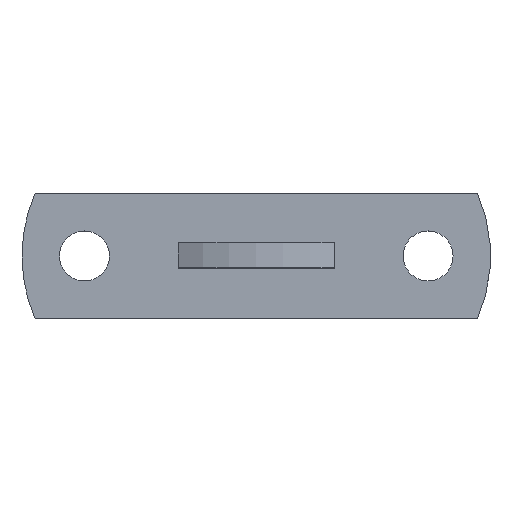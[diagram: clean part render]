
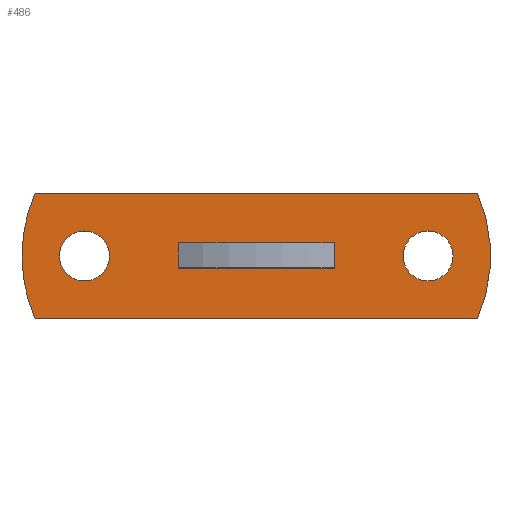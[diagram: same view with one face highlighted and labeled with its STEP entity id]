
A CAD part, top view. The second image highlights one B-rep face of the part: STEP entity #486.
In plain terms, the highlighted planar face has unit normal (0, 0, 1).
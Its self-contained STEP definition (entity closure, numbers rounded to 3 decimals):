
#14 = FACE_BOUND ( 'NONE', #1187, .T. ) ;
#15 = DIRECTION ( 'NONE',  ( 1., 0., 0. ) ) ;
#22 = LINE ( 'NONE', #1407, #1325 ) ;
#40 = DIRECTION ( 'NONE',  ( 0., 0., 1. ) ) ;
#46 = DIRECTION ( 'NONE',  ( -1., 0., 0. ) ) ;
#51 = VERTEX_POINT ( 'NONE', #467 ) ;
#76 = DIRECTION ( 'NONE',  ( -1., 0., 0. ) ) ;
#81 = CIRCLE ( 'NONE', #1591, 8. ) ;
#107 = ORIENTED_EDGE ( 'NONE', *, *, #326, .T. ) ;
#112 = CARTESIAN_POINT ( 'NONE',  ( -25., 0., 8. ) ) ;
#144 = ORIENTED_EDGE ( 'NONE', *, *, #513, .T. ) ;
#186 = VERTEX_POINT ( 'NONE', #1540 ) ;
#204 = ORIENTED_EDGE ( 'NONE', *, *, #294, .F. ) ;
#222 = AXIS2_PLACEMENT_3D ( 'NONE', #696, #961, #564 ) ;
#251 = VERTEX_POINT ( 'NONE', #1263 ) ;
#273 = EDGE_CURVE ( 'NONE', #1745, #348, #1430, .T. ) ;
#294 = EDGE_CURVE ( 'NONE', #1727, #458, #81, .T. ) ;
#295 = FACE_OUTER_BOUND ( 'NONE', #942, .T. ) ;
#326 = EDGE_CURVE ( 'NONE', #348, #1745, #1560, .T. ) ;
#348 = VERTEX_POINT ( 'NONE', #1448 ) ;
#351 = CARTESIAN_POINT ( 'NONE',  ( -55., 0., 8. ) ) ;
#432 = LINE ( 'NONE', #1368, #1488 ) ;
#458 = VERTEX_POINT ( 'NONE', #573 ) ;
#464 = CARTESIAN_POINT ( 'NONE',  ( 63., 0., 8. ) ) ;
#467 = CARTESIAN_POINT ( 'NONE',  ( 70.826, -20., 8. ) ) ;
#473 = CIRCLE ( 'NONE', #1490, 50. ) ;
#483 = AXIS2_PLACEMENT_3D ( 'NONE', #861, #1713, #1584 ) ;
#486 = ADVANCED_FACE ( 'NONE', ( #14, #295, #1275 ), #817, .F. ) ;
#513 = EDGE_CURVE ( 'NONE', #1601, #251, #1594, .T. ) ;
#514 = EDGE_LOOP ( 'NONE', ( #1039, #204 ) ) ;
#564 = DIRECTION ( 'NONE',  ( -1., 0., 0. ) ) ;
#566 = AXIS2_PLACEMENT_3D ( 'NONE', #351, #1759, #904 ) ;
#573 = CARTESIAN_POINT ( 'NONE',  ( 47., 0., 8. ) ) ;
#583 = DIRECTION ( 'NONE',  ( 0., 0., -1. ) ) ;
#658 = CARTESIAN_POINT ( 'NONE',  ( -70.826, 20., 8. ) ) ;
#696 = CARTESIAN_POINT ( 'NONE',  ( 25., 0., 8. ) ) ;
#718 = VERTEX_POINT ( 'NONE', #858 ) ;
#761 = DIRECTION ( 'NONE',  ( 1., 0., 0. ) ) ;
#772 = CARTESIAN_POINT ( 'NONE',  ( -55., 0., 8. ) ) ;
#796 = AXIS2_PLACEMENT_3D ( 'NONE', #772, #583, #76 ) ;
#804 = EDGE_CURVE ( 'NONE', #186, #51, #473, .T. ) ;
#808 = CARTESIAN_POINT ( 'NONE',  ( 55., 0., 8. ) ) ;
#817 = PLANE ( 'NONE',  #222 ) ;
#858 = CARTESIAN_POINT ( 'NONE',  ( -70.826, -20., 8. ) ) ;
#861 = CARTESIAN_POINT ( 'NONE',  ( -25., 0., 8. ) ) ;
#904 = DIRECTION ( 'NONE',  ( -1., 0., 0. ) ) ;
#920 = AXIS2_PLACEMENT_3D ( 'NONE', #112, #1354, #957 ) ;
#930 = CIRCLE ( 'NONE', #1171, 8. ) ;
#942 = EDGE_LOOP ( 'NONE', ( #1059, #960, #144, #1162, #1129 ) ) ;
#954 = DIRECTION ( 'NONE',  ( 1., 0., 0. ) ) ;
#957 = DIRECTION ( 'NONE',  ( 1., 0., 0. ) ) ;
#960 = ORIENTED_EDGE ( 'NONE', *, *, #1392, .T. ) ;
#961 = DIRECTION ( 'NONE',  ( 0., 0., -1. ) ) ;
#1004 = EDGE_CURVE ( 'NONE', #718, #51, #432, .T. ) ;
#1009 = EDGE_CURVE ( 'NONE', #458, #1727, #930, .T. ) ;
#1015 = DIRECTION ( 'NONE',  ( 0., 0., -1. ) ) ;
#1039 = ORIENTED_EDGE ( 'NONE', *, *, #1009, .F. ) ;
#1059 = ORIENTED_EDGE ( 'NONE', *, *, #804, .F. ) ;
#1129 = ORIENTED_EDGE ( 'NONE', *, *, #1004, .T. ) ;
#1162 = ORIENTED_EDGE ( 'NONE', *, *, #1609, .T. ) ;
#1171 = AXIS2_PLACEMENT_3D ( 'NONE', #808, #1257, #15 ) ;
#1187 = EDGE_LOOP ( 'NONE', ( #107, #1366 ) ) ;
#1257 = DIRECTION ( 'NONE',  ( 0., 0., 1. ) ) ;
#1263 = CARTESIAN_POINT ( 'NONE',  ( -75., 0., 8. ) ) ;
#1269 = CIRCLE ( 'NONE', #920, 50. ) ;
#1275 = FACE_BOUND ( 'NONE', #514, .T. ) ;
#1286 = CARTESIAN_POINT ( 'NONE',  ( 25., 0., 8. ) ) ;
#1325 = VECTOR ( 'NONE', #1731, 1000. ) ;
#1354 = DIRECTION ( 'NONE',  ( 0., 0., 1. ) ) ;
#1366 = ORIENTED_EDGE ( 'NONE', *, *, #273, .T. ) ;
#1368 = CARTESIAN_POINT ( 'NONE',  ( -70.826, -20., 8. ) ) ;
#1392 = EDGE_CURVE ( 'NONE', #186, #1601, #22, .T. ) ;
#1407 = CARTESIAN_POINT ( 'NONE',  ( 70.826, 20., 8. ) ) ;
#1430 = CIRCLE ( 'NONE', #566, 8. ) ;
#1448 = CARTESIAN_POINT ( 'NONE',  ( -63., 0., 8. ) ) ;
#1458 = CARTESIAN_POINT ( 'NONE',  ( 55., 0., 8. ) ) ;
#1488 = VECTOR ( 'NONE', #954, 1000. ) ;
#1490 = AXIS2_PLACEMENT_3D ( 'NONE', #1286, #1015, #46 ) ;
#1540 = CARTESIAN_POINT ( 'NONE',  ( 70.826, 20., 8. ) ) ;
#1560 = CIRCLE ( 'NONE', #796, 8. ) ;
#1584 = DIRECTION ( 'NONE',  ( 1., 0., 0. ) ) ;
#1591 = AXIS2_PLACEMENT_3D ( 'NONE', #1458, #40, #761 ) ;
#1594 = CIRCLE ( 'NONE', #483, 50. ) ;
#1597 = CARTESIAN_POINT ( 'NONE',  ( -47., 0., 8. ) ) ;
#1601 = VERTEX_POINT ( 'NONE', #658 ) ;
#1609 = EDGE_CURVE ( 'NONE', #251, #718, #1269, .T. ) ;
#1713 = DIRECTION ( 'NONE',  ( 0., 0., 1. ) ) ;
#1727 = VERTEX_POINT ( 'NONE', #464 ) ;
#1731 = DIRECTION ( 'NONE',  ( -1., 0., 0. ) ) ;
#1745 = VERTEX_POINT ( 'NONE', #1597 ) ;
#1759 = DIRECTION ( 'NONE',  ( 0., 0., -1. ) ) ;
